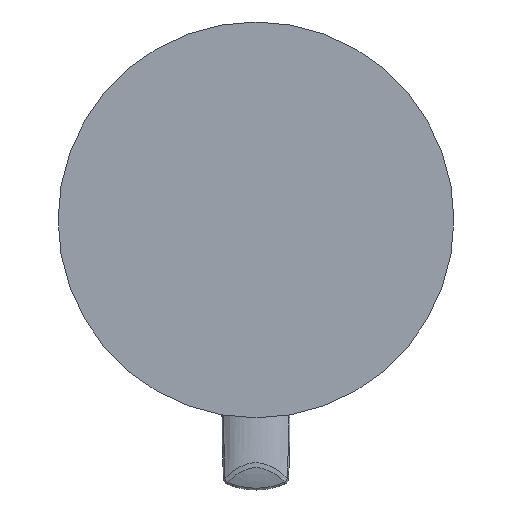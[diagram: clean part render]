
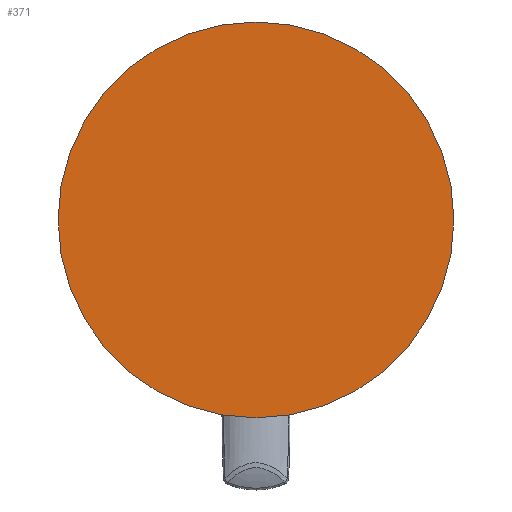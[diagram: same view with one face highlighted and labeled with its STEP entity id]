
A CAD part, left-side view. The second image highlights one B-rep face of the part: STEP entity #371.
In plain terms, the highlighted planar face has unit normal (-1, 0, 0).
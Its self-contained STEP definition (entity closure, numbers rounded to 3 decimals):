
#48=CIRCLE('',#435,81.8);
#80=PLANE('',#437);
#133=ORIENTED_EDGE('',*,*,#195,.F.);
#195=EDGE_CURVE('',#236,#236,#48,.F.);
#236=VERTEX_POINT('',#3252);
#297=EDGE_LOOP('',(#133));
#329=FACE_BOUND('',#297,.T.);
#371=ADVANCED_FACE('',(#329),#80,.T.);
#435=AXIS2_PLACEMENT_3D('',#3251,#482,#483);
#437=AXIS2_PLACEMENT_3D('',#3254,#486,#487);
#482=DIRECTION('',(-1.,0.,0.));
#483=DIRECTION('',(0.,0.,1.));
#486=DIRECTION('',(-1.,0.,0.));
#487=DIRECTION('',(0.,0.,1.));
#3251=CARTESIAN_POINT('',(30.,0.,0.));
#3252=CARTESIAN_POINT('',(30.,0.,81.8));
#3254=CARTESIAN_POINT('',(30.,0.,0.));
